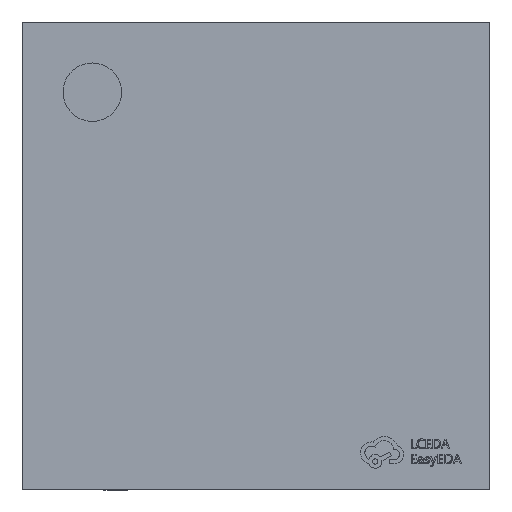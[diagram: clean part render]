
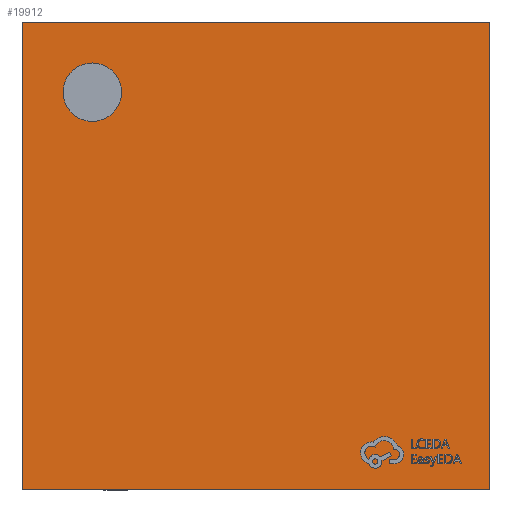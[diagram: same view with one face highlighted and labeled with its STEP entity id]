
A CAD part, top view. The second image highlights one B-rep face of the part: STEP entity #19912.
In plain terms, the highlighted planar face has unit normal (0, 0, 1).
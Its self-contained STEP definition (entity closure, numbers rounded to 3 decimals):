
#591 = VERTEX_POINT ( 'NONE', #33314 ) ;
#1508 = CARTESIAN_POINT ( 'NONE',  ( 2., 2., 0.85 ) ) ;
#2203 = CARTESIAN_POINT ( 'NONE',  ( -2., 2., 0.85 ) ) ;
#2387 = DIRECTION ( 'NONE',  ( -1., 0., 0. ) ) ;
#2584 = DIRECTION ( 'NONE',  ( 0., 0., 1. ) ) ;
#2826 = VECTOR ( 'NONE', #2387, 1000. ) ;
#3855 = DIRECTION ( 'NONE',  ( 1., 0., 0. ) ) ;
#4503 = DIRECTION ( 'NONE',  ( 0., 0., 1. ) ) ;
#5379 = CIRCLE ( 'NONE', #15544, 0.25 ) ;
#5848 = EDGE_CURVE ( 'NONE', #9268, #20959, #28814, .T. ) ;
#6416 = FACE_OUTER_BOUND ( 'NONE', #24316, .T. ) ;
#6468 = DIRECTION ( 'NONE',  ( 0., 0., 1. ) ) ;
#6597 = FACE_BOUND ( 'NONE', #32488, .T. ) ;
#6769 = VERTEX_POINT ( 'NONE', #23282 ) ;
#6929 = VERTEX_POINT ( 'NONE', #7606 ) ;
#7338 = DIRECTION ( 'NONE',  ( 1., 0., 0. ) ) ;
#7606 = CARTESIAN_POINT ( 'NONE',  ( -2., 2., 0.85 ) ) ;
#8297 = VECTOR ( 'NONE', #29661, 1000. ) ;
#9268 = VERTEX_POINT ( 'NONE', #29608 ) ;
#9511 = EDGE_CURVE ( 'NONE', #591, #9268, #19772, .T. ) ;
#9628 = ORIENTED_EDGE ( 'NONE', *, *, #16720, .T. ) ;
#13434 = CARTESIAN_POINT ( 'NONE',  ( 2., 2., 0.85 ) ) ;
#14225 = DIRECTION ( 'NONE',  ( 1., 0., 0. ) ) ;
#15544 = AXIS2_PLACEMENT_3D ( 'NONE', #29937, #6468, #3855 ) ;
#15561 = LINE ( 'NONE', #21962, #8297 ) ;
#16203 = ORIENTED_EDGE ( 'NONE', *, *, #19711, .F. ) ;
#16695 = ORIENTED_EDGE ( 'NONE', *, *, #28384, .T. ) ;
#16720 = EDGE_CURVE ( 'NONE', #6929, #591, #15561, .T. ) ;
#17130 = PLANE ( 'NONE',  #21329 ) ;
#18342 = DIRECTION ( 'NONE',  ( 1., 0., 0. ) ) ;
#19468 = ORIENTED_EDGE ( 'NONE', *, *, #9511, .T. ) ;
#19711 = EDGE_CURVE ( 'NONE', #6769, #33414, #24133, .T. ) ;
#19772 = LINE ( 'NONE', #29900, #33885 ) ;
#19912 = ADVANCED_FACE ( 'NONE', ( #6597, #6416 ), #17130, .T. ) ;
#20480 = ORIENTED_EDGE ( 'NONE', *, *, #5848, .T. ) ;
#20959 = VERTEX_POINT ( 'NONE', #1508 ) ;
#21329 = AXIS2_PLACEMENT_3D ( 'NONE', #28511, #4503, #18342 ) ;
#21962 = CARTESIAN_POINT ( 'NONE',  ( -2., 2., 0.85 ) ) ;
#22428 = AXIS2_PLACEMENT_3D ( 'NONE', #28719, #2584, #7338 ) ;
#23282 = CARTESIAN_POINT ( 'NONE',  ( -1.65, 1.4, 0.85 ) ) ;
#24133 = CIRCLE ( 'NONE', #22428, 0.25 ) ;
#24316 = EDGE_LOOP ( 'NONE', ( #20480, #16695, #9628, #19468 ) ) ;
#24682 = CARTESIAN_POINT ( 'NONE',  ( -1.15, 1.4, 0.85 ) ) ;
#26234 = LINE ( 'NONE', #2203, #2826 ) ;
#26672 = ORIENTED_EDGE ( 'NONE', *, *, #28995, .F. ) ;
#28384 = EDGE_CURVE ( 'NONE', #20959, #6929, #26234, .T. ) ;
#28511 = CARTESIAN_POINT ( 'NONE',  ( 0., 0., 0.85 ) ) ;
#28719 = CARTESIAN_POINT ( 'NONE',  ( -1.4, 1.4, 0.85 ) ) ;
#28814 = LINE ( 'NONE', #13434, #30677 ) ;
#28995 = EDGE_CURVE ( 'NONE', #33414, #6769, #5379, .T. ) ;
#29608 = CARTESIAN_POINT ( 'NONE',  ( 2., -2., 0.85 ) ) ;
#29661 = DIRECTION ( 'NONE',  ( 0., -1., 0. ) ) ;
#29900 = CARTESIAN_POINT ( 'NONE',  ( -2., -2., 0.85 ) ) ;
#29937 = CARTESIAN_POINT ( 'NONE',  ( -1.4, 1.4, 0.85 ) ) ;
#30677 = VECTOR ( 'NONE', #31970, 1000. ) ;
#31970 = DIRECTION ( 'NONE',  ( 0., 1., 0. ) ) ;
#32488 = EDGE_LOOP ( 'NONE', ( #26672, #16203 ) ) ;
#33314 = CARTESIAN_POINT ( 'NONE',  ( -2., -2., 0.85 ) ) ;
#33414 = VERTEX_POINT ( 'NONE', #24682 ) ;
#33885 = VECTOR ( 'NONE', #14225, 1000. ) ;
